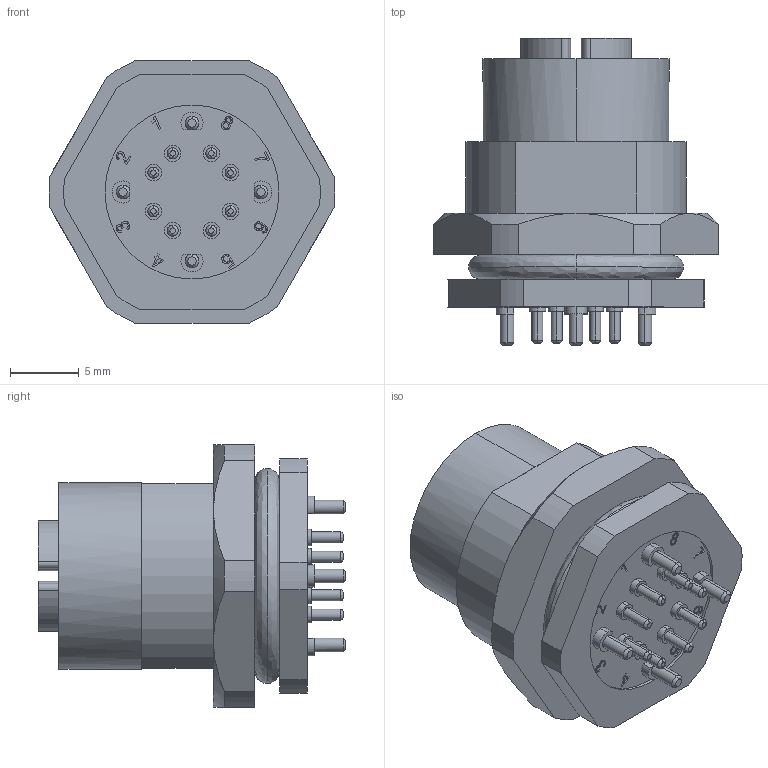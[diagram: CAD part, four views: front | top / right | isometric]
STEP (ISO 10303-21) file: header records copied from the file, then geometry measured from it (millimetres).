
FILE_DESCRIPTION (( 'STEP AP203' ), '1' );
FILE_NAME ('P221.STEP', '2020-03-31T06:41:26', ( 'edpusr' ), ( 'Microsoft' ), 'SwSTEP 2.0', 'SolidWorks 2015', '' );
FILE_SCHEMA (( 'CONFIG_CONTROL_DESIGN' ));
Length unit declared in the file: millimetre
Products named in the file (1): P221
Bounding box: 20.73 x 22.3 x 19 mm (x, y, z)
Volume: 3131.1 mm3; surface area: 3009 mm2
Topology: 2 solids, 2 shells, 458 faces, 1125 edges, 736 vertices
Faces by surface type: plane 195, cylinder 167, bspline 82, cone 14
Entity records: 16544 total; most frequent: CARTESIAN_POINT 5834, ORIENTED_EDGE 2250, DIRECTION 2111, EDGE_CURVE 1125, AXIS2_PLACEMENT_3D 761, VERTEX_POINT 736, LINE 589, VECTOR 589
